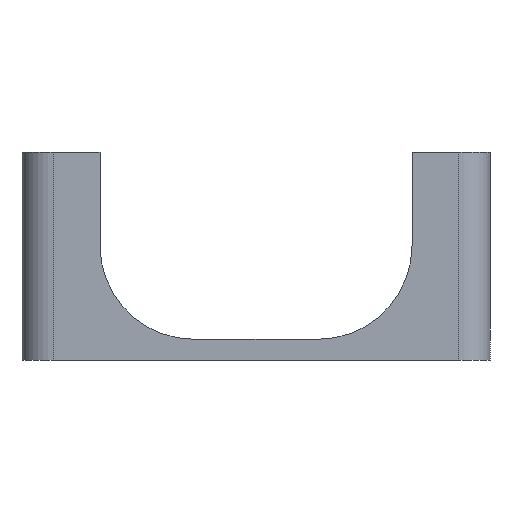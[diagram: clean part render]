
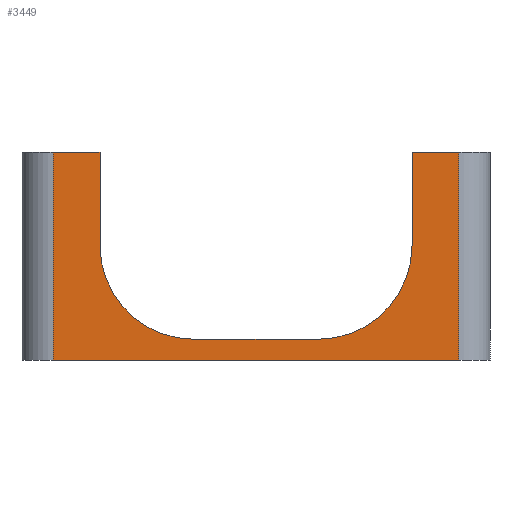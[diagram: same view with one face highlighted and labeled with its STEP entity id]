
A CAD part, left-side view. The second image highlights one B-rep face of the part: STEP entity #3449.
In plain terms, the highlighted planar face has unit normal (-1, 0, 0).
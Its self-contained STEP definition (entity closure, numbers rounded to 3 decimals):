
#315 = LINE ( 'NONE', #762, #3808 ) ;
#342 = VECTOR ( 'NONE', #1038, 1000. ) ;
#378 = DIRECTION ( 'NONE',  ( 1., 0., 0. ) ) ;
#437 = ORIENTED_EDGE ( 'NONE', *, *, #1391, .F. ) ;
#519 = ORIENTED_EDGE ( 'NONE', *, *, #3537, .T. ) ;
#548 = ORIENTED_EDGE ( 'NONE', *, *, #2956, .T. ) ;
#648 = CARTESIAN_POINT ( 'NONE',  ( -62.5, -39., 0. ) ) ;
#669 = CARTESIAN_POINT ( 'NONE',  ( -62.5, 30., 22. ) ) ;
#684 = VERTEX_POINT ( 'NONE', #669 ) ;
#693 = VECTOR ( 'NONE', #2964, 1000. ) ;
#762 = CARTESIAN_POINT ( 'NONE',  ( -62.5, 30., 4. ) ) ;
#775 = ORIENTED_EDGE ( 'NONE', *, *, #3362, .T. ) ;
#796 = LINE ( 'NONE', #3279, #1986 ) ;
#843 = DIRECTION ( 'NONE',  ( 0., 0., 1. ) ) ;
#871 = VECTOR ( 'NONE', #843, 1000. ) ;
#962 = CARTESIAN_POINT ( 'NONE',  ( -62.5, 39., 40. ) ) ;
#1038 = DIRECTION ( 'NONE',  ( 0., 0., -1. ) ) ;
#1070 = EDGE_CURVE ( 'NONE', #3360, #2210, #3040, .T. ) ;
#1117 = ORIENTED_EDGE ( 'NONE', *, *, #1406, .F. ) ;
#1118 = VECTOR ( 'NONE', #1539, 1000. ) ;
#1214 = VERTEX_POINT ( 'NONE', #2635 ) ;
#1265 = VECTOR ( 'NONE', #3508, 1000. ) ;
#1388 = ORIENTED_EDGE ( 'NONE', *, *, #3315, .T. ) ;
#1391 = EDGE_CURVE ( 'NONE', #1489, #1650, #796, .T. ) ;
#1406 = EDGE_CURVE ( 'NONE', #3977, #1560, #2405, .T. ) ;
#1417 = EDGE_LOOP ( 'NONE', ( #4031, #3828, #775, #4051, #519, #437, #2318, #548, #1388, #1117 ) ) ;
#1447 = EDGE_CURVE ( 'NONE', #3977, #3360, #2661, .T. ) ;
#1489 = VERTEX_POINT ( 'NONE', #2517 ) ;
#1539 = DIRECTION ( 'NONE',  ( 0., -1., 0. ) ) ;
#1560 = VERTEX_POINT ( 'NONE', #2163 ) ;
#1604 = AXIS2_PLACEMENT_3D ( 'NONE', #2768, #2068, #2080 ) ;
#1650 = VERTEX_POINT ( 'NONE', #3811 ) ;
#1661 = LINE ( 'NONE', #4058, #1118 ) ;
#1670 = CARTESIAN_POINT ( 'NONE',  ( -62.5, 45., 40. ) ) ;
#1699 = DIRECTION ( 'NONE',  ( 0., 1., 0. ) ) ;
#1931 = CIRCLE ( 'NONE', #2543, 18. ) ;
#1986 = VECTOR ( 'NONE', #2669, 1000. ) ;
#2068 = DIRECTION ( 'NONE',  ( 1., 0., 0. ) ) ;
#2080 = DIRECTION ( 'NONE',  ( 0., 1., 0. ) ) ;
#2119 = LINE ( 'NONE', #962, #1265 ) ;
#2156 = VERTEX_POINT ( 'NONE', #648 ) ;
#2163 = CARTESIAN_POINT ( 'NONE',  ( -62.5, -39., 40. ) ) ;
#2210 = VERTEX_POINT ( 'NONE', #4127 ) ;
#2318 = ORIENTED_EDGE ( 'NONE', *, *, #2820, .T. ) ;
#2405 = LINE ( 'NONE', #1670, #693 ) ;
#2517 = CARTESIAN_POINT ( 'NONE',  ( -62.5, 39., 40. ) ) ;
#2537 = VECTOR ( 'NONE', #3983, 1000. ) ;
#2543 = AXIS2_PLACEMENT_3D ( 'NONE', #3874, #378, #2630 ) ;
#2585 = LINE ( 'NONE', #2727, #871 ) ;
#2630 = DIRECTION ( 'NONE',  ( 0., 1., 0. ) ) ;
#2635 = CARTESIAN_POINT ( 'NONE',  ( -62.5, 39., 0. ) ) ;
#2661 = LINE ( 'NONE', #2953, #342 ) ;
#2669 = DIRECTION ( 'NONE',  ( 0., -1., 0. ) ) ;
#2727 = CARTESIAN_POINT ( 'NONE',  ( -62.5, 30., 4. ) ) ;
#2753 = PLANE ( 'NONE',  #1604 ) ;
#2768 = CARTESIAN_POINT ( 'NONE',  ( -62.5, 45., 40. ) ) ;
#2820 = EDGE_CURVE ( 'NONE', #1489, #1214, #2119, .T. ) ;
#2953 = CARTESIAN_POINT ( 'NONE',  ( -62.5, -30., 4. ) ) ;
#2956 = EDGE_CURVE ( 'NONE', #1214, #2156, #1661, .T. ) ;
#2964 = DIRECTION ( 'NONE',  ( 0., -1., 0. ) ) ;
#3040 = CIRCLE ( 'NONE', #3248, 18. ) ;
#3059 = DIRECTION ( 'NONE',  ( 1., 0., 0. ) ) ;
#3210 = FACE_OUTER_BOUND ( 'NONE', #1417, .T. ) ;
#3248 = AXIS2_PLACEMENT_3D ( 'NONE', #3712, #3059, #3385 ) ;
#3270 = CARTESIAN_POINT ( 'NONE',  ( -62.5, -39., 40. ) ) ;
#3279 = CARTESIAN_POINT ( 'NONE',  ( -62.5, 45., 40. ) ) ;
#3289 = CARTESIAN_POINT ( 'NONE',  ( -62.5, 12., 4. ) ) ;
#3310 = VERTEX_POINT ( 'NONE', #3289 ) ;
#3315 = EDGE_CURVE ( 'NONE', #2156, #1560, #3355, .T. ) ;
#3345 = CARTESIAN_POINT ( 'NONE',  ( -62.5, -30., 40. ) ) ;
#3355 = LINE ( 'NONE', #3270, #2537 ) ;
#3360 = VERTEX_POINT ( 'NONE', #3613 ) ;
#3362 = EDGE_CURVE ( 'NONE', #2210, #3310, #315, .T. ) ;
#3385 = DIRECTION ( 'NONE',  ( 0., 1., 0. ) ) ;
#3449 = ADVANCED_FACE ( 'NONE', ( #3210 ), #2753, .F. ) ;
#3508 = DIRECTION ( 'NONE',  ( 0., 0., -1. ) ) ;
#3537 = EDGE_CURVE ( 'NONE', #684, #1650, #2585, .T. ) ;
#3613 = CARTESIAN_POINT ( 'NONE',  ( -62.5, -30., 22. ) ) ;
#3683 = EDGE_CURVE ( 'NONE', #3310, #684, #1931, .T. ) ;
#3712 = CARTESIAN_POINT ( 'NONE',  ( -62.5, -12., 22. ) ) ;
#3808 = VECTOR ( 'NONE', #1699, 1000. ) ;
#3811 = CARTESIAN_POINT ( 'NONE',  ( -62.5, 30., 40. ) ) ;
#3828 = ORIENTED_EDGE ( 'NONE', *, *, #1070, .T. ) ;
#3874 = CARTESIAN_POINT ( 'NONE',  ( -62.5, 12., 22. ) ) ;
#3977 = VERTEX_POINT ( 'NONE', #3345 ) ;
#3983 = DIRECTION ( 'NONE',  ( 0., 0., 1. ) ) ;
#4031 = ORIENTED_EDGE ( 'NONE', *, *, #1447, .T. ) ;
#4051 = ORIENTED_EDGE ( 'NONE', *, *, #3683, .T. ) ;
#4058 = CARTESIAN_POINT ( 'NONE',  ( -62.5, 45., 0. ) ) ;
#4127 = CARTESIAN_POINT ( 'NONE',  ( -62.5, -12., 4. ) ) ;
